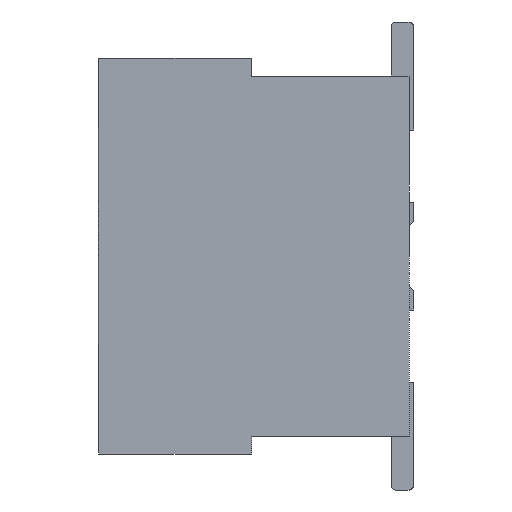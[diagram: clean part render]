
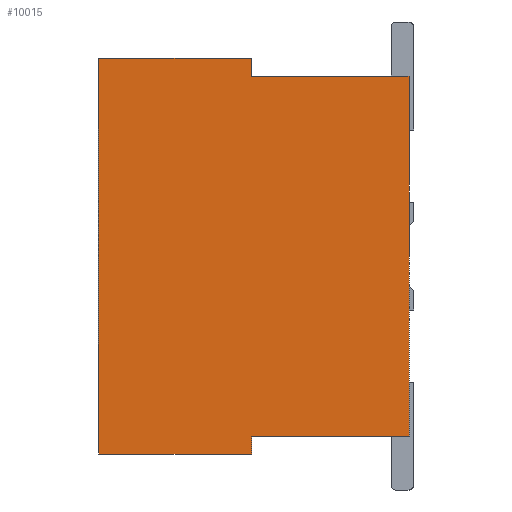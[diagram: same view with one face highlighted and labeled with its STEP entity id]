
A CAD part, left-side view. The second image highlights one B-rep face of the part: STEP entity #10015.
In plain terms, the highlighted planar face has unit normal (-1, 0, 0).
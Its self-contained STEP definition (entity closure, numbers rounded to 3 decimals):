
#781 = CARTESIAN_POINT ( 'NONE',  ( 3.65, 2.95, 2.2 ) ) ;
#1104 = LINE ( 'NONE', #10915, #21735 ) ;
#1147 = DIRECTION ( 'NONE',  ( 0., 0., 1. ) ) ;
#1595 = AXIS2_PLACEMENT_3D ( 'NONE', #17583, #21042, #5877 ) ;
#1649 = ORIENTED_EDGE ( 'NONE', *, *, #14874, .F. ) ;
#1919 = PLANE ( 'NONE',  #1595 ) ;
#2035 = CARTESIAN_POINT ( 'NONE',  ( 3.65, 1.475, 2.2 ) ) ;
#2203 = DIRECTION ( 'NONE',  ( 0., 0., 1. ) ) ;
#3034 = CARTESIAN_POINT ( 'NONE',  ( 3.65, 1.25, -2. ) ) ;
#3125 = VERTEX_POINT ( 'NONE', #13944 ) ;
#3281 = DIRECTION ( 'NONE',  ( 0., 0., -1. ) ) ;
#3314 = ORIENTED_EDGE ( 'NONE', *, *, #5650, .F. ) ;
#3857 = CARTESIAN_POINT ( 'NONE',  ( 3.65, -0.5, 2. ) ) ;
#3942 = EDGE_CURVE ( 'NONE', #8105, #16889, #14010, .T. ) ;
#4136 = ORIENTED_EDGE ( 'NONE', *, *, #14025, .T. ) ;
#4909 = VECTOR ( 'NONE', #19621, 1000. ) ;
#5354 = EDGE_CURVE ( 'NONE', #9665, #7770, #6887, .T. ) ;
#5650 = EDGE_CURVE ( 'NONE', #3125, #15989, #11056, .T. ) ;
#5877 = DIRECTION ( 'NONE',  ( 0., 1., 0. ) ) ;
#6117 = FACE_OUTER_BOUND ( 'NONE', #24002, .T. ) ;
#6758 = LINE ( 'NONE', #14526, #10320 ) ;
#6841 = DIRECTION ( 'NONE',  ( 0., -1., 0. ) ) ;
#6887 = LINE ( 'NONE', #18848, #12991 ) ;
#7575 = CARTESIAN_POINT ( 'NONE',  ( 3.65, 2.95, -2.2 ) ) ;
#7770 = VERTEX_POINT ( 'NONE', #3857 ) ;
#8105 = VERTEX_POINT ( 'NONE', #781 ) ;
#8853 = DIRECTION ( 'NONE',  ( 0., 0., 1. ) ) ;
#9665 = VERTEX_POINT ( 'NONE', #13923 ) ;
#9964 = ORIENTED_EDGE ( 'NONE', *, *, #23047, .T. ) ;
#10015 = ADVANCED_FACE ( 'NONE', ( #6117 ), #1919, .F. ) ;
#10307 = ORIENTED_EDGE ( 'NONE', *, *, #3942, .F. ) ;
#10320 = VECTOR ( 'NONE', #19095, 1000. ) ;
#10375 = ORIENTED_EDGE ( 'NONE', *, *, #21429, .F. ) ;
#10915 = CARTESIAN_POINT ( 'NONE',  ( 3.65, 1.475, -2. ) ) ;
#11056 = LINE ( 'NONE', #3034, #17645 ) ;
#12381 = CARTESIAN_POINT ( 'NONE',  ( 3.65, 1.25, -2.2 ) ) ;
#12428 = EDGE_CURVE ( 'NONE', #3125, #9665, #1104, .T. ) ;
#12616 = VECTOR ( 'NONE', #2203, 1000. ) ;
#12991 = VECTOR ( 'NONE', #1147, 1000. ) ;
#13068 = ORIENTED_EDGE ( 'NONE', *, *, #12428, .T. ) ;
#13923 = CARTESIAN_POINT ( 'NONE',  ( 3.65, -0.5, -2. ) ) ;
#13944 = CARTESIAN_POINT ( 'NONE',  ( 3.65, 1.25, -2. ) ) ;
#14010 = LINE ( 'NONE', #2035, #19351 ) ;
#14025 = EDGE_CURVE ( 'NONE', #18377, #16889, #24525, .T. ) ;
#14526 = CARTESIAN_POINT ( 'NONE',  ( 3.65, 2.1, -2.2 ) ) ;
#14874 = EDGE_CURVE ( 'NONE', #15989, #18796, #6758, .T. ) ;
#15989 = VERTEX_POINT ( 'NONE', #12381 ) ;
#16055 = DIRECTION ( 'NONE',  ( 0., -1., 0. ) ) ;
#16440 = CARTESIAN_POINT ( 'NONE',  ( 3.65, 2.95, -2.2 ) ) ;
#16889 = VERTEX_POINT ( 'NONE', #17425 ) ;
#17425 = CARTESIAN_POINT ( 'NONE',  ( 3.65, 1.25, 2.2 ) ) ;
#17583 = CARTESIAN_POINT ( 'NONE',  ( 3.65, 1.475, 0. ) ) ;
#17585 = LINE ( 'NONE', #19500, #4909 ) ;
#17645 = VECTOR ( 'NONE', #3281, 1000. ) ;
#18377 = VERTEX_POINT ( 'NONE', #25175 ) ;
#18783 = CARTESIAN_POINT ( 'NONE',  ( 3.65, 1.25, 2. ) ) ;
#18796 = VERTEX_POINT ( 'NONE', #7575 ) ;
#18848 = CARTESIAN_POINT ( 'NONE',  ( 3.65, -0.5, -2. ) ) ;
#19095 = DIRECTION ( 'NONE',  ( 0., 1., 0. ) ) ;
#19351 = VECTOR ( 'NONE', #16055, 1000. ) ;
#19500 = CARTESIAN_POINT ( 'NONE',  ( 3.65, 0.625, 2. ) ) ;
#19621 = DIRECTION ( 'NONE',  ( 0., 1., 0. ) ) ;
#19637 = VECTOR ( 'NONE', #8853, 1000. ) ;
#20682 = ORIENTED_EDGE ( 'NONE', *, *, #5354, .T. ) ;
#21042 = DIRECTION ( 'NONE',  ( 1., 0., 0. ) ) ;
#21429 = EDGE_CURVE ( 'NONE', #18796, #8105, #22172, .T. ) ;
#21735 = VECTOR ( 'NONE', #6841, 1000. ) ;
#22172 = LINE ( 'NONE', #16440, #12616 ) ;
#23047 = EDGE_CURVE ( 'NONE', #7770, #18377, #17585, .T. ) ;
#24002 = EDGE_LOOP ( 'NONE', ( #13068, #20682, #9964, #4136, #10307, #10375, #1649, #3314 ) ) ;
#24525 = LINE ( 'NONE', #18783, #19637 ) ;
#25175 = CARTESIAN_POINT ( 'NONE',  ( 3.65, 1.25, 2. ) ) ;
